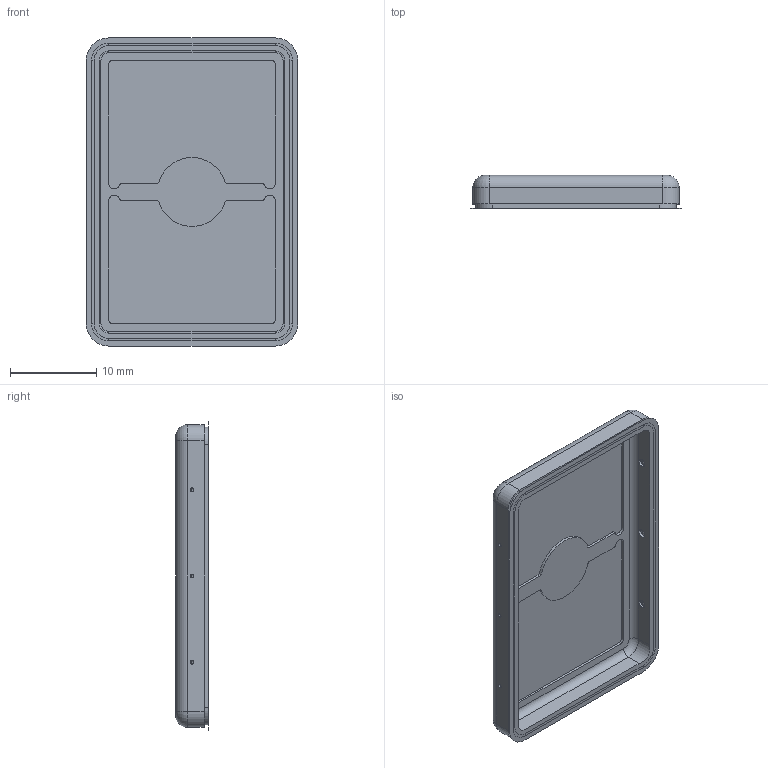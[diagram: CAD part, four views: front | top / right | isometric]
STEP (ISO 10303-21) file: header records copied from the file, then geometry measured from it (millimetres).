
FILE_DESCRIPTION (( 'STEP AP214' ), '1' );
FILE_NAME ('Masach Technologies-MS345-10.STEP', '2014-11-18T07:44:31', ( 'Windows User' ), ( '' ), 'SwSTEP 2.0', 'SolidWorks 2015', '' );
FILE_SCHEMA (( 'AUTOMOTIVE_DESIGN' ));
Length unit declared in the file: millimetre
Products named in the file (4): Masach Technologies-MS345-10_MS345-10_Foot-Print; Masach Technologies-MS345-10_MS345-10C; Masach Technologies-MS345-10_MS345-10F; Masach Technologies-MS345-10
Assembly tree (3 placements, depth 2):
  Masach Technologies-MS345-10
    Masach Technologies-MS345-10_MS345-10F
    Masach Technologies-MS345-10_MS345-10C
    Masach Technologies-MS345-10_MS345-10_Foot-Print
Bounding box: 24.5 x 3.8 x 35.7 mm (x, y, z)
Volume: 511.3 mm3; surface area: 3691.1 mm2
Topology: 2 solids, 3 shells, 152 faces, 369 edges, 234 vertices
Faces by surface type: cylinder 65, plane 47, sphere 24, torus 16
Entity records: 4674 total; most frequent: DIRECTION 889, CARTESIAN_POINT 762, ORIENTED_EDGE 722, EDGE_CURVE 369, AXIS2_PLACEMENT_3D 361, VERTEX_POINT 234, CIRCLE 202, EDGE_LOOP 181
